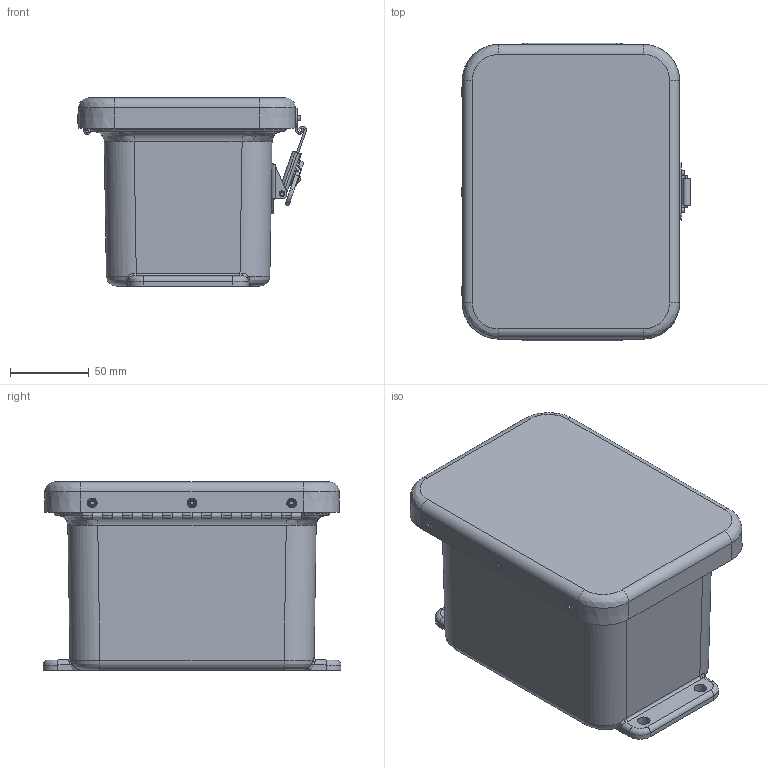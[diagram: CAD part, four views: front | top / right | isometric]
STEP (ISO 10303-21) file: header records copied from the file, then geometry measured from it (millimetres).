
FILE_DESCRIPTION (( 'STEP AP214' ), '1' );
FILE_NAME ('M604HLL.STEP', '2018-11-02T20:03:45', ( '' ), ( '' ), 'SwSTEP 2.0', 'SolidWorks 2018', '' );
FILE_SCHEMA (( 'AUTOMOTIVE_DESIGN' ));
Length unit declared in the file: inch
Products named in the file (1): M604HLL
Bounding box: 145.65 x 189.74 x 119.83 mm (x, y, z)
Volume: 481825.7 mm3; surface area: 261533.9 mm2
Topology: 29 solids, 29 shells, 787 faces, 1858 edges, 1161 vertices
Faces by surface type: cylinder 317, plane 290, bspline 155, cone 21, torus 4
Full cylindrical faces by diameter (mm): 1.702 x1, 2.159 x23, 2.21 x1, 2.489 x2, 2.64 x9, 2.794 x1, 3.175 x10, 3.3 x2, 3.327 x5, 3.378 x2, 3.429 x1, 3.556 x10, 3.861 x8, 4.039 x4, 4.572 x1, 4.75 x2, 4.8 x1, 4.851 x2, 5.41 x1, 5.537 x4, 6.35 x1, 6.858 x4, 7.264 x1, 13.335 x1, 13.589 x1, 15.494 x1, 16.764 x1
Entity records: 44982 total; most frequent: CARTESIAN_POINT 17382, ORIENTED_EDGE 3426, DIRECTION 3338, EDGE_CURVE 1713, AXIS2_PLACEMENT_3D 1269, VERTEX_POINT 1141, EDGE_LOOP 1076, FACE_OUTER_BOUND 905
